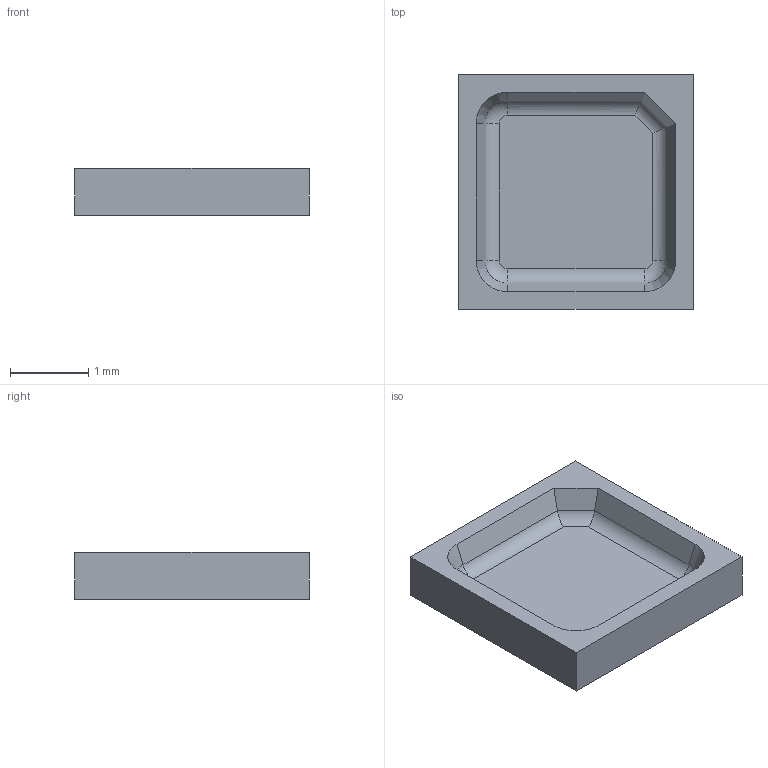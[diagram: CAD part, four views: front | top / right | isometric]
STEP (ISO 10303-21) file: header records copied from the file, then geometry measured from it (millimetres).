
FILE_DESCRIPTION (( 'STEP AP214' ), '1' );
FILE_NAME ('GW QSLPS1.CM-K3K5-XX58-79-1-150-R18.STEP', '2025-01-21T12:00:13', ( '' ), ( '' ), 'SwSTEP 2.0', 'SolidWorks 2024', '' );
FILE_SCHEMA (( 'AUTOMOTIVE_DESIGN' ));
Length unit declared in the file: millimetre
Products named in the file (1): GW QSLPS1.CM-K3K5-XX58-79-1-150-R18
Bounding box: 3 x 3 x 0.6 mm (x, y, z)
Volume: 3.2 mm3; surface area: 27.4 mm2
Topology: 1 solids, 1 shells, 33 faces, 76 edges, 48 vertices
Faces by surface type: plane 22, cylinder 5, cone 3, torus 3
Entity records: 1197 total; most frequent: CARTESIAN_POINT 164, DIRECTION 157, ORIENTED_EDGE 152, EDGE_CURVE 76, LINE 59, VECTOR 59, AXIS2_PLACEMENT_3D 49, VERTEX_POINT 48
